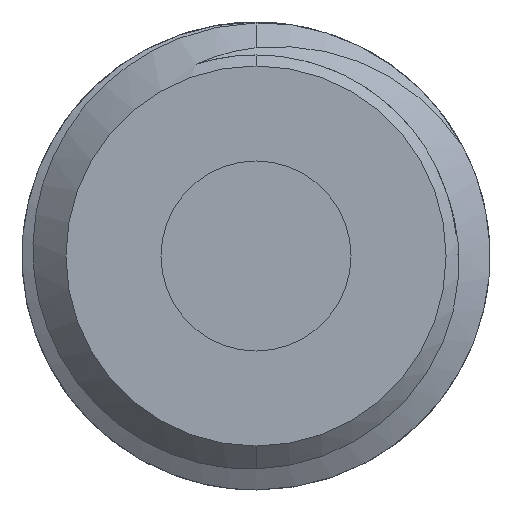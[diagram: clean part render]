
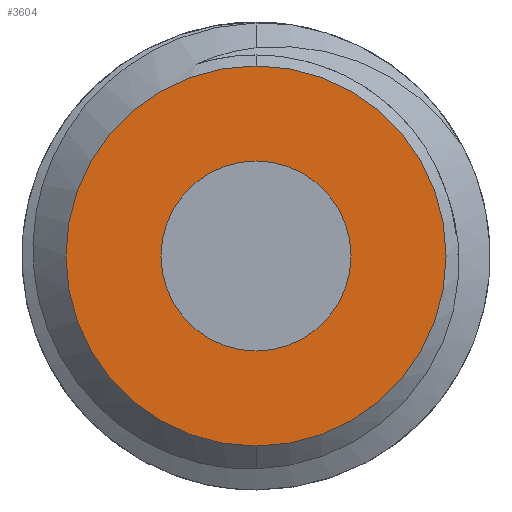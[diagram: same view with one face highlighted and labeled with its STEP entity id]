
A CAD part, left-side view. The second image highlights one B-rep face of the part: STEP entity #3604.
In plain terms, the highlighted planar face has unit normal (-1, 0, 0).
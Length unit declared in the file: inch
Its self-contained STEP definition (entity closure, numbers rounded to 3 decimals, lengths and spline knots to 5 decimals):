
#34 = CIRCLE ( 'NONE', #4219, 0.125 ) ;
#48 = EDGE_CURVE ( 'NONE', #3728, #2182, #3196, .T. ) ;
#96 = VERTEX_POINT ( 'NONE', #3725 ) ;
#357 = DIRECTION ( 'NONE',  ( 0., 0., -1. ) ) ;
#430 = AXIS2_PLACEMENT_3D ( 'NONE', #2625, #751, #2608 ) ;
#542 = CARTESIAN_POINT ( 'NONE',  ( 0., 0., -0.0625 ) ) ;
#727 = FACE_BOUND ( 'NONE', #4460, .T. ) ;
#751 = DIRECTION ( 'NONE',  ( 1., 0., 0. ) ) ;
#783 = AXIS2_PLACEMENT_3D ( 'NONE', #2412, #1623, #866 ) ;
#819 = DIRECTION ( 'NONE',  ( 1., 0., 0. ) ) ;
#866 = DIRECTION ( 'NONE',  ( 0., 0., 1. ) ) ;
#1108 = CARTESIAN_POINT ( 'NONE',  ( 0., 0., 0. ) ) ;
#1142 = AXIS2_PLACEMENT_3D ( 'NONE', #1108, #4080, #1816 ) ;
#1569 = DIRECTION ( 'NONE',  ( 0., 0., -1. ) ) ;
#1623 = DIRECTION ( 'NONE',  ( -1., 0., 0. ) ) ;
#1678 = ORIENTED_EDGE ( 'NONE', *, *, #3267, .T. ) ;
#1816 = DIRECTION ( 'NONE',  ( 0., 0., -1. ) ) ;
#2182 = VERTEX_POINT ( 'NONE', #3759 ) ;
#2263 = DIRECTION ( 'NONE',  ( 1., 0., 0. ) ) ;
#2412 = CARTESIAN_POINT ( 'NONE',  ( 0., 0.125, 0. ) ) ;
#2608 = DIRECTION ( 'NONE',  ( 0., 0., -1. ) ) ;
#2625 = CARTESIAN_POINT ( 'NONE',  ( 0., 0., 0. ) ) ;
#2906 = CARTESIAN_POINT ( 'NONE',  ( 0., 0., -0.125 ) ) ;
#2908 = ORIENTED_EDGE ( 'NONE', *, *, #4590, .F. ) ;
#2986 = ORIENTED_EDGE ( 'NONE', *, *, #4870, .F. ) ;
#3029 = EDGE_LOOP ( 'NONE', ( #2986, #2908 ) ) ;
#3101 = CARTESIAN_POINT ( 'NONE',  ( 0., 0., 0. ) ) ;
#3196 = CIRCLE ( 'NONE', #430, 0.0625 ) ;
#3213 = PLANE ( 'NONE',  #783 ) ;
#3267 = EDGE_CURVE ( 'NONE', #2182, #3728, #4119, .T. ) ;
#3332 = AXIS2_PLACEMENT_3D ( 'NONE', #3787, #2263, #357 ) ;
#3427 = CIRCLE ( 'NONE', #1142, 0.125 ) ;
#3604 = ADVANCED_FACE ( 'NONE', ( #727, #4887 ), #3213, .T. ) ;
#3725 = CARTESIAN_POINT ( 'NONE',  ( 0., 0., 0.125 ) ) ;
#3728 = VERTEX_POINT ( 'NONE', #542 ) ;
#3759 = CARTESIAN_POINT ( 'NONE',  ( 0., 0., 0.0625 ) ) ;
#3787 = CARTESIAN_POINT ( 'NONE',  ( 0., 0., 0. ) ) ;
#3898 = VERTEX_POINT ( 'NONE', #2906 ) ;
#4080 = DIRECTION ( 'NONE',  ( 1., 0., 0. ) ) ;
#4119 = CIRCLE ( 'NONE', #3332, 0.0625 ) ;
#4219 = AXIS2_PLACEMENT_3D ( 'NONE', #3101, #819, #1569 ) ;
#4460 = EDGE_LOOP ( 'NONE', ( #4762, #1678 ) ) ;
#4590 = EDGE_CURVE ( 'NONE', #96, #3898, #3427, .T. ) ;
#4762 = ORIENTED_EDGE ( 'NONE', *, *, #48, .T. ) ;
#4870 = EDGE_CURVE ( 'NONE', #3898, #96, #34, .T. ) ;
#4887 = FACE_OUTER_BOUND ( 'NONE', #3029, .T. ) ;
